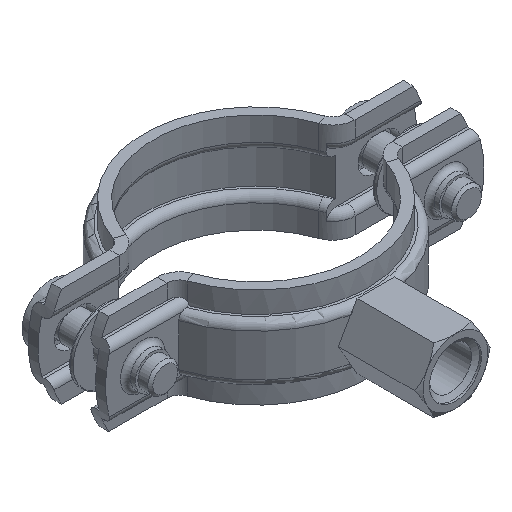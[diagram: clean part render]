
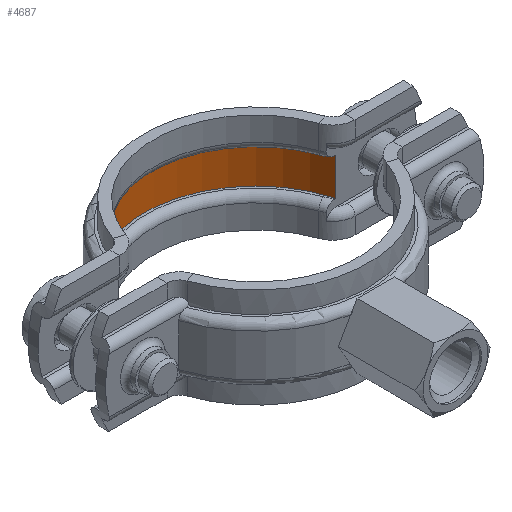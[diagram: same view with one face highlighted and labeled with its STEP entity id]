
A CAD part, isometric view. The second image highlights one B-rep face of the part: STEP entity #4687.
In plain terms, the highlighted cylindrical face has radius 225 mm (diameter 450 mm), a partial arc.
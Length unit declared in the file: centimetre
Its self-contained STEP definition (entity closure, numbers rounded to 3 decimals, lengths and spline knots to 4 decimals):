
#151=B_SPLINE_CURVE_WITH_KNOTS('',3,(#8566,#8567,#8568,#8569),
 .UNSPECIFIED.,.F.,.F.,(4,4),(0.6268,0.644),
 .UNSPECIFIED.);
#153=B_SPLINE_CURVE_WITH_KNOTS('',3,(#8597,#8598,#8599,#8600,#8601,#8602,
#8603),.UNSPECIFIED.,.F.,.F.,(4,3,4),(1.1452,1.165,
1.1661),.UNSPECIFIED.);
#158=B_SPLINE_CURVE_WITH_KNOTS('',3,(#8694,#8695,#8696,#8697),
 .UNSPECIFIED.,.F.,.F.,(4,4),(0.6268,0.644),
 .UNSPECIFIED.);
#160=B_SPLINE_CURVE_WITH_KNOTS('',3,(#8722,#8723,#8724,#8725,#8726,#8727,
#8728),.UNSPECIFIED.,.F.,.F.,(4,3,4),(1.1452,1.165,
1.1661),.UNSPECIFIED.);
#287=CYLINDRICAL_SURFACE('',#5239,22.5);
#562=FACE_OUTER_BOUND('',#852,.T.);
#852=EDGE_LOOP('',(#4185,#4186,#4187,#4188,#4189,#4190,#4191,#4192));
#1160=LINE('',#8779,#1456);
#1163=LINE('',#8783,#1459);
#1456=VECTOR('',#6577,7.5078);
#1459=VECTOR('',#6582,7.5078);
#1712=CIRCLE('',#5184,22.5);
#1731=CIRCLE('',#5216,22.5);
#2150=VERTEX_POINT('',#8554);
#2151=VERTEX_POINT('',#8565);
#2156=VERTEX_POINT('',#8582);
#2158=VERTEX_POINT('',#8595);
#2174=VERTEX_POINT('',#8682);
#2175=VERTEX_POINT('',#8693);
#2179=VERTEX_POINT('',#8709);
#2180=VERTEX_POINT('',#8720);
#2797=EDGE_CURVE('',#2151,#2150,#151,.T.);
#2807=EDGE_CURVE('',#2158,#2156,#153,.F.);
#2808=EDGE_CURVE('',#2158,#2151,#1712,.T.);
#2834=EDGE_CURVE('',#2175,#2174,#158,.T.);
#2843=EDGE_CURVE('',#2180,#2179,#160,.F.);
#2844=EDGE_CURVE('',#2175,#2180,#1731,.T.);
#2859=EDGE_CURVE('',#2174,#2156,#1160,.T.);
#2862=EDGE_CURVE('',#2150,#2179,#1163,.T.);
#4185=ORIENTED_EDGE('',*,*,#2862,.T.);
#4186=ORIENTED_EDGE('',*,*,#2843,.F.);
#4187=ORIENTED_EDGE('',*,*,#2844,.F.);
#4188=ORIENTED_EDGE('',*,*,#2834,.T.);
#4189=ORIENTED_EDGE('',*,*,#2859,.T.);
#4190=ORIENTED_EDGE('',*,*,#2807,.F.);
#4191=ORIENTED_EDGE('',*,*,#2808,.T.);
#4192=ORIENTED_EDGE('',*,*,#2797,.T.);
#4687=ADVANCED_FACE('',(#562),#287,.F.);
#5184=AXIS2_PLACEMENT_3D('',#8605,#6467,#6468);
#5216=AXIS2_PLACEMENT_3D('',#8730,#6541,#6542);
#5239=AXIS2_PLACEMENT_3D('',#8798,#6600,#6601);
#6467=DIRECTION('center_axis',(0.,0.,-1.));
#6468=DIRECTION('ref_axis',(0.,-1.,0.));
#6541=DIRECTION('center_axis',(0.,0.,-1.));
#6542=DIRECTION('ref_axis',(0.,-1.,0.));
#6577=DIRECTION('',(0.,0.,-1.));
#6582=DIRECTION('',(0.,0.,1.));
#6600=DIRECTION('center_axis',(0.,0.,-1.));
#6601=DIRECTION('ref_axis',(0.,-1.,0.));
#8554=CARTESIAN_POINT('',(-21.7529,-5.75,-3.7539));
#8565=CARTESIAN_POINT('',(-21.7065,-5.9227,-3.75));
#8566=CARTESIAN_POINT('Ctrl Pts',(-21.7065,-5.9227,-3.75));
#8567=CARTESIAN_POINT('Ctrl Pts',(-21.7218,-5.8665,-3.75));
#8568=CARTESIAN_POINT('Ctrl Pts',(-21.7373,-5.8088,-3.7511));
#8569=CARTESIAN_POINT('Ctrl Pts',(-21.7529,-5.75,-3.7539));
#8582=CARTESIAN_POINT('',(21.7529,-5.75,-3.7539));
#8595=CARTESIAN_POINT('',(21.7065,-5.9227,-3.75));
#8597=CARTESIAN_POINT('Ctrl Pts',(21.7529,-5.75,-3.7539));
#8598=CARTESIAN_POINT('Ctrl Pts',(21.7385,-5.8044,-3.7514));
#8599=CARTESIAN_POINT('Ctrl Pts',(21.7239,-5.8587,-3.7501));
#8600=CARTESIAN_POINT('Ctrl Pts',(21.7091,-5.913,-3.75));
#8601=CARTESIAN_POINT('Ctrl Pts',(21.7083,-5.9162,-3.75));
#8602=CARTESIAN_POINT('Ctrl Pts',(21.7074,-5.9194,-3.75));
#8603=CARTESIAN_POINT('Ctrl Pts',(21.7065,-5.9227,-3.75));
#8605=CARTESIAN_POINT('Origin',(0.,0.,-3.75));
#8682=CARTESIAN_POINT('',(21.7529,-5.75,3.7539));
#8693=CARTESIAN_POINT('',(21.7065,-5.9227,3.75));
#8694=CARTESIAN_POINT('Ctrl Pts',(21.7065,-5.9227,3.75));
#8695=CARTESIAN_POINT('Ctrl Pts',(21.7218,-5.8665,3.75));
#8696=CARTESIAN_POINT('Ctrl Pts',(21.7373,-5.8088,3.7511));
#8697=CARTESIAN_POINT('Ctrl Pts',(21.7529,-5.75,3.7539));
#8709=CARTESIAN_POINT('',(-21.7529,-5.75,3.7539));
#8720=CARTESIAN_POINT('',(-21.7065,-5.9227,3.75));
#8722=CARTESIAN_POINT('Ctrl Pts',(-21.7529,-5.75,3.7539));
#8723=CARTESIAN_POINT('Ctrl Pts',(-21.7385,-5.8044,3.7514));
#8724=CARTESIAN_POINT('Ctrl Pts',(-21.7239,-5.8587,3.7501));
#8725=CARTESIAN_POINT('Ctrl Pts',(-21.7091,-5.913,3.75));
#8726=CARTESIAN_POINT('Ctrl Pts',(-21.7083,-5.9162,3.75));
#8727=CARTESIAN_POINT('Ctrl Pts',(-21.7074,-5.9194,3.75));
#8728=CARTESIAN_POINT('Ctrl Pts',(-21.7065,-5.9227,3.75));
#8730=CARTESIAN_POINT('Origin',(0.,0.,3.75));
#8779=CARTESIAN_POINT('',(21.7529,-5.75,0.));
#8783=CARTESIAN_POINT('',(-21.7529,-5.75,0.));
#8798=CARTESIAN_POINT('Origin',(0.,0.,0.));
